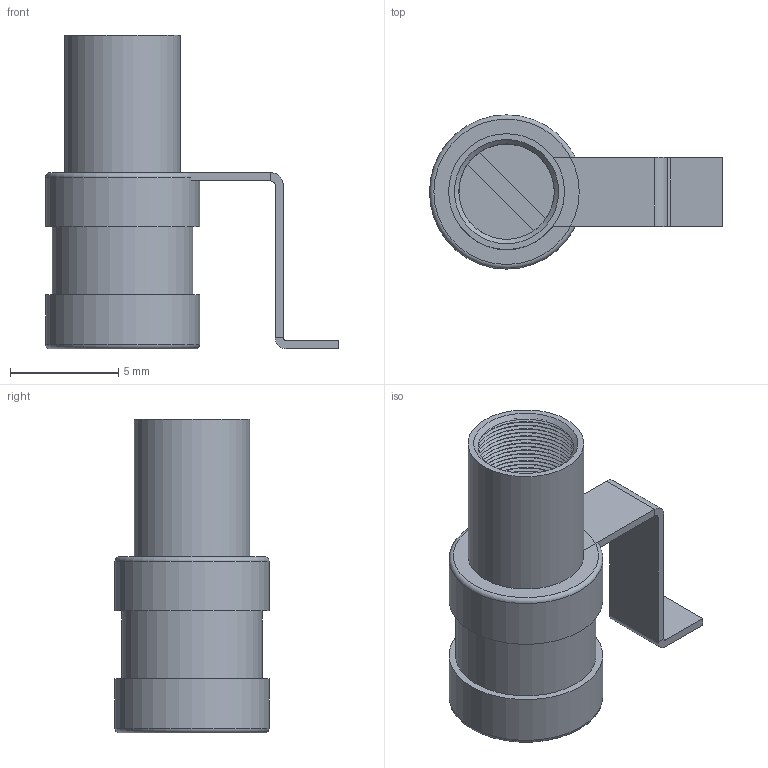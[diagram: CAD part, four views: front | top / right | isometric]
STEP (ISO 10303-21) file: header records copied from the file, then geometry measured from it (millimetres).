
FILE_DESCRIPTION(/* description */ (''),/* implementation_level */ '2;1');
FILE_NAME(/* name */ 'CAPV_JOHANSON_1585.stp',/* time_stamp */ '2017-03-28T12:25:00+02:00',/* author */ ('jchouvet'),/* organization */ ('SolidWorks'),/* preprocessor_version */ 'ST-DEVELOPER v16.1',/* originating_system */ 'AutoCAD Mechanical',/* authorisation */ ' ');
FILE_SCHEMA (('AUTOMOTIVE_DESIGN { 1 0 10303 214 3 1 1 }'));
Length unit declared in the file: millimetre
Products named in the file (1): Product
Bounding box: 13.53 x 7.11 x 14.48 mm (x, y, z)
Volume: 386.5 mm3; surface area: 833.3 mm2
Topology: 8 solids, 8 shells, 89 faces, 173 edges, 103 vertices
Faces by surface type: cone 43, plane 34, cylinder 10, torus 2
Full cylindrical faces by diameter (mm): 4.4 x1, 4.41 x1, 5.35 x1, 6.5 x1, 7.112 x2
Entity records: 1986 total; most frequent: DIRECTION 369, CARTESIAN_POINT 309, ORIENTED_EDGE 236, AXIS2_PLACEMENT_3D 160, EDGE_LOOP 144, EDGE_CURVE 118, VERTEX_POINT 98, FACE_OUTER_BOUND 89
